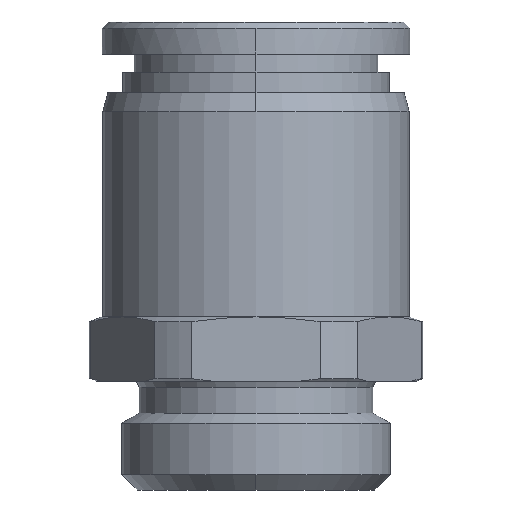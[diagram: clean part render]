
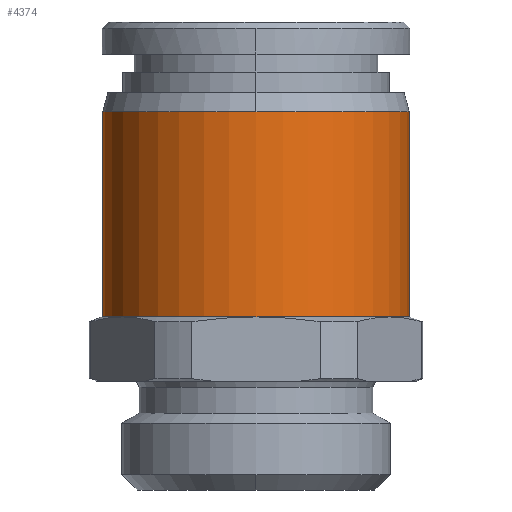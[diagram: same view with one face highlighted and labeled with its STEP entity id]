
A CAD part, left-side view. The second image highlights one B-rep face of the part: STEP entity #4374.
In plain terms, the highlighted cylindrical face has radius 11.95 mm (diameter 23.9 mm), a partial arc.
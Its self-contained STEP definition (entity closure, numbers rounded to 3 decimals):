
#903 = VERTEX_POINT ( 'NONE', #2410 ) ;
#1408 = DIRECTION ( 'NONE',  ( 0., 0., 1. ) ) ;
#1493 = ORIENTED_EDGE ( 'NONE', *, *, #2086, .F. ) ;
#1683 = EDGE_CURVE ( 'NONE', #8396, #4065, #8023, .T. ) ;
#2086 = EDGE_CURVE ( 'NONE', #4065, #5447, #6409, .T. ) ;
#2202 = CIRCLE ( 'NONE', #8089, 11.95 ) ;
#2297 = DIRECTION ( 'NONE',  ( 1., 0., 0. ) ) ;
#2410 = CARTESIAN_POINT ( 'NONE',  ( 18.95, 0., -9.25 ) ) ;
#2420 = DIRECTION ( 'NONE',  ( 0., 0., 1. ) ) ;
#2488 = CARTESIAN_POINT ( 'NONE',  ( 7., 0., 6.75 ) ) ;
#3716 = CARTESIAN_POINT ( 'NONE',  ( -4.95, 0., 6.25 ) ) ;
#3990 = ORIENTED_EDGE ( 'NONE', *, *, #1683, .F. ) ;
#4054 = ORIENTED_EDGE ( 'NONE', *, *, #7986, .F. ) ;
#4065 = VERTEX_POINT ( 'NONE', #8687 ) ;
#4374 = ADVANCED_FACE ( 'NONE', ( #5390 ), #10064, .T. ) ;
#4801 = DIRECTION ( 'NONE',  ( -1., 0., 0. ) ) ;
#4811 = DIRECTION ( 'NONE',  ( 0., 0., 1. ) ) ;
#4909 = AXIS2_PLACEMENT_3D ( 'NONE', #7634, #2420, #2297 ) ;
#5272 = EDGE_LOOP ( 'NONE', ( #3990, #5308, #9734, #4054, #1493 ) ) ;
#5308 = ORIENTED_EDGE ( 'NONE', *, *, #6023, .T. ) ;
#5378 = DIRECTION ( 'NONE',  ( 0., 0., 1. ) ) ;
#5390 = FACE_OUTER_BOUND ( 'NONE', #5272, .T. ) ;
#5447 = VERTEX_POINT ( 'NONE', #10785 ) ;
#5686 = CIRCLE ( 'NONE', #4909, 11.95 ) ;
#5724 = AXIS2_PLACEMENT_3D ( 'NONE', #9949, #4811, #7514 ) ;
#6023 = EDGE_CURVE ( 'NONE', #8396, #903, #5686, .T. ) ;
#6409 = CIRCLE ( 'NONE', #8721, 11.95 ) ;
#6960 = VECTOR ( 'NONE', #5378, 1000. ) ;
#7075 = LINE ( 'NONE', #9908, #8258 ) ;
#7351 = VERTEX_POINT ( 'NONE', #8175 ) ;
#7364 = CARTESIAN_POINT ( 'NONE',  ( 7., 0., 6.75 ) ) ;
#7514 = DIRECTION ( 'NONE',  ( 1., 0., 0. ) ) ;
#7634 = CARTESIAN_POINT ( 'NONE',  ( 7., 0., -9.25 ) ) ;
#7986 = EDGE_CURVE ( 'NONE', #5447, #7351, #2202, .T. ) ;
#8023 = LINE ( 'NONE', #3716, #6960 ) ;
#8089 = AXIS2_PLACEMENT_3D ( 'NONE', #2488, #9352, #10186 ) ;
#8175 = CARTESIAN_POINT ( 'NONE',  ( 18.95, 0., 6.75 ) ) ;
#8216 = DIRECTION ( 'NONE',  ( 0., 0., 1. ) ) ;
#8258 = VECTOR ( 'NONE', #1408, 1000. ) ;
#8396 = VERTEX_POINT ( 'NONE', #10759 ) ;
#8687 = CARTESIAN_POINT ( 'NONE',  ( -4.95, 0., 6.75 ) ) ;
#8721 = AXIS2_PLACEMENT_3D ( 'NONE', #7364, #8216, #4801 ) ;
#9227 = EDGE_CURVE ( 'NONE', #903, #7351, #7075, .T. ) ;
#9352 = DIRECTION ( 'NONE',  ( 0., 0., 1. ) ) ;
#9734 = ORIENTED_EDGE ( 'NONE', *, *, #9227, .T. ) ;
#9908 = CARTESIAN_POINT ( 'NONE',  ( 18.95, 0., 6.25 ) ) ;
#9949 = CARTESIAN_POINT ( 'NONE',  ( 7., 0., 6.25 ) ) ;
#10064 = CYLINDRICAL_SURFACE ( 'NONE', #5724, 11.95 ) ;
#10186 = DIRECTION ( 'NONE',  ( -1., 0., 0. ) ) ;
#10759 = CARTESIAN_POINT ( 'NONE',  ( -4.95, 0., -9.25 ) ) ;
#10785 = CARTESIAN_POINT ( 'NONE',  ( 7., -11.95, 6.75 ) ) ;
